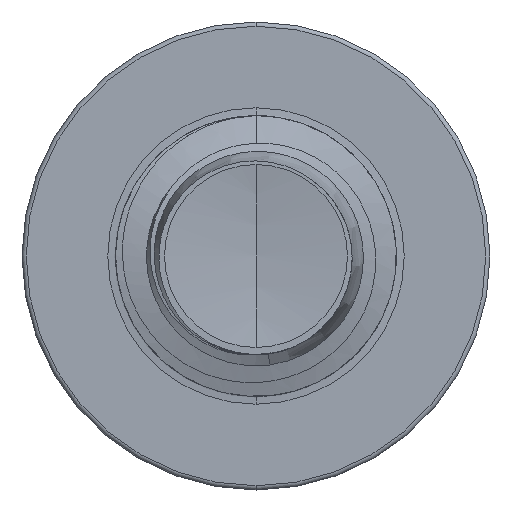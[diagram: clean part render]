
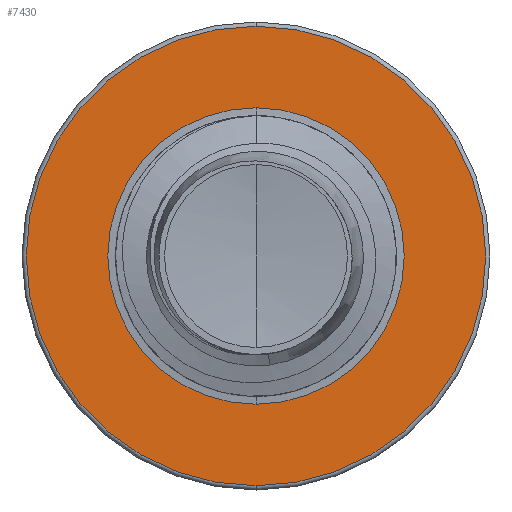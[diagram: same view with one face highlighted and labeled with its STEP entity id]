
A CAD part, front view. The second image highlights one B-rep face of the part: STEP entity #7430.
In plain terms, the highlighted planar face has unit normal (0, -1, 0).
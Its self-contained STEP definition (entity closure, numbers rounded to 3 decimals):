
#15 = CIRCLE ( 'NONE', #9787, 2.375 ) ;
#276 = DIRECTION ( 'NONE',  ( 0., 0., 1. ) ) ;
#965 = CIRCLE ( 'NONE', #5984, 2.375 ) ;
#1554 = AXIS2_PLACEMENT_3D ( 'NONE', #4595, #13944, #7397 ) ;
#1959 = ORIENTED_EDGE ( 'NONE', *, *, #5585, .F. ) ;
#1961 = CARTESIAN_POINT ( 'NONE',  ( 0., 6., 0. ) ) ;
#2534 = ORIENTED_EDGE ( 'NONE', *, *, #12226, .T. ) ;
#3082 = VERTEX_POINT ( 'NONE', #3613 ) ;
#3241 = FACE_BOUND ( 'NONE', #4822, .T. ) ;
#3345 = DIRECTION ( 'NONE',  ( 0., 0., 1. ) ) ;
#3613 = CARTESIAN_POINT ( 'NONE',  ( 0., 6., 3.683 ) ) ;
#3852 = DIRECTION ( 'NONE',  ( 0., 1., 0. ) ) ;
#4274 = EDGE_LOOP ( 'NONE', ( #1959, #8752 ) ) ;
#4327 = CARTESIAN_POINT ( 'NONE',  ( 0., 6., -2.375 ) ) ;
#4595 = CARTESIAN_POINT ( 'NONE',  ( 0., 6., -2.375 ) ) ;
#4822 = EDGE_LOOP ( 'NONE', ( #7396, #2534 ) ) ;
#5585 = EDGE_CURVE ( 'NONE', #3082, #9480, #12198, .T. ) ;
#5984 = AXIS2_PLACEMENT_3D ( 'NONE', #12916, #6033, #13946 ) ;
#6031 = PLANE ( 'NONE',  #1554 ) ;
#6033 = DIRECTION ( 'NONE',  ( 0., 1., 0. ) ) ;
#6788 = AXIS2_PLACEMENT_3D ( 'NONE', #1961, #10790, #3345 ) ;
#7000 = EDGE_CURVE ( 'NONE', #9480, #3082, #11928, .T. ) ;
#7396 = ORIENTED_EDGE ( 'NONE', *, *, #13271, .T. ) ;
#7397 = DIRECTION ( 'NONE',  ( 0., 0., 1. ) ) ;
#7430 = ADVANCED_FACE ( 'NONE', ( #11670, #3241 ), #6031, .F. ) ;
#7693 = VERTEX_POINT ( 'NONE', #7760 ) ;
#7760 = CARTESIAN_POINT ( 'NONE',  ( 0., 6., 2.375 ) ) ;
#8378 = DIRECTION ( 'NONE',  ( 0., 1., 0. ) ) ;
#8752 = ORIENTED_EDGE ( 'NONE', *, *, #7000, .F. ) ;
#9480 = VERTEX_POINT ( 'NONE', #13661 ) ;
#9787 = AXIS2_PLACEMENT_3D ( 'NONE', #11225, #3852, #12302 ) ;
#10790 = DIRECTION ( 'NONE',  ( 0., 1., 0. ) ) ;
#11225 = CARTESIAN_POINT ( 'NONE',  ( 0., 6., 0. ) ) ;
#11670 = FACE_OUTER_BOUND ( 'NONE', #4274, .T. ) ;
#11928 = CIRCLE ( 'NONE', #12585, 3.683 ) ;
#12107 = VERTEX_POINT ( 'NONE', #4327 ) ;
#12198 = CIRCLE ( 'NONE', #6788, 3.683 ) ;
#12226 = EDGE_CURVE ( 'NONE', #12107, #7693, #965, .T. ) ;
#12302 = DIRECTION ( 'NONE',  ( 0., 0., 1. ) ) ;
#12585 = AXIS2_PLACEMENT_3D ( 'NONE', #14864, #8378, #276 ) ;
#12916 = CARTESIAN_POINT ( 'NONE',  ( 0., 6., 0. ) ) ;
#13271 = EDGE_CURVE ( 'NONE', #7693, #12107, #15, .T. ) ;
#13661 = CARTESIAN_POINT ( 'NONE',  ( 0., 6., -3.682 ) ) ;
#13944 = DIRECTION ( 'NONE',  ( 0., 1., 0. ) ) ;
#13946 = DIRECTION ( 'NONE',  ( 0., 0., 1. ) ) ;
#14864 = CARTESIAN_POINT ( 'NONE',  ( 0., 6., 0. ) ) ;
